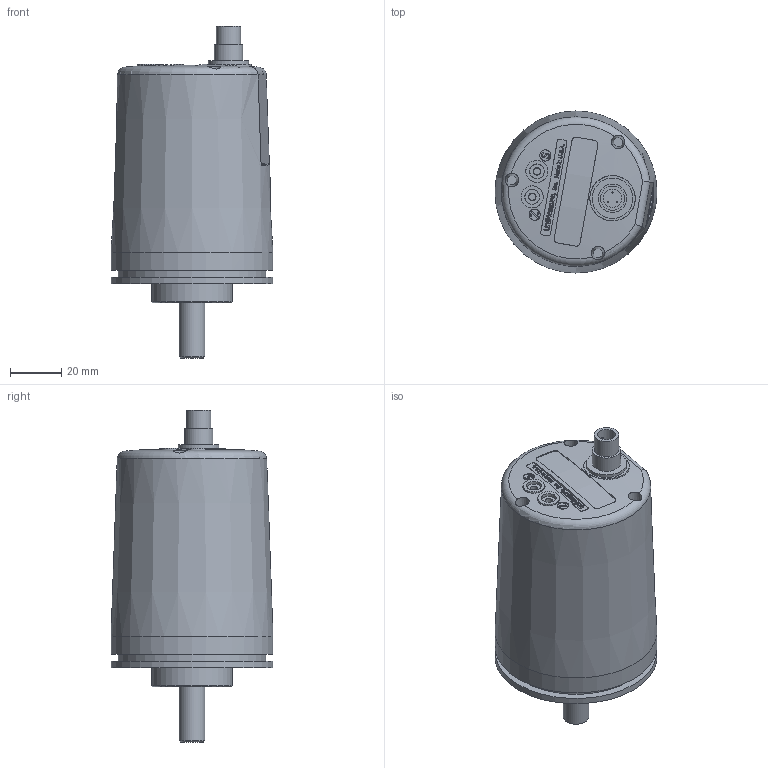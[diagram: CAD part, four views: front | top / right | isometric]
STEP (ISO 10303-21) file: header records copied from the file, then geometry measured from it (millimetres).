
FILE_DESCRIPTION((''),'2;1');
FILE_NAME('RTX Elect Exit 1.stp','2015-04-21T13:17:18',('JP'),(''),'Autodesk Inventor 2011','Autodesk Inventor 2011','');
FILE_SCHEMA(('AUTOMOTIVE_DESIGN { 1 0 10303 214 1 1 1 1 }'));
Length unit declared in the file: inch
Products named in the file (1): RTX Elect Exit 1
Bounding box: 63.5 x 63.5 x 130.18 mm (x, y, z)
Volume: 101828.9 mm3; surface area: 61517.2 mm2
Topology: 1 solids, 7 shells, 804 faces, 2084 edges, 1372 vertices
Faces by surface type: plane 379, bspline 201, cylinder 105, cone 90, torus 20, sphere 9
Full cylindrical faces by diameter (mm): 0.508 x3, 1.041 x2, 1.981 x3, 2 x2, 2.159 x3, 2.642 x3, 2.845 x3, 3.162 x1, 3.175 x3, 3.251 x3, 3.962 x3, 4.369 x2, 5.232 x3, 5.69 x3, 7.112 x1, 8.89 x1, 9.525 x1, 10 x5, 10.541 x2, 11.113 x1, 11.43 x1, 12.145 x4, 15.875 x1, 16.002 x1, 20.32 x1, 22.096 x4, 23.749 x1, 24.13 x2, 25.995 x2, 26 x2
Entity records: 27023 total; most frequent: CARTESIAN_POINT 8795, ORIENTED_EDGE 3740, DIRECTION 2918, EDGE_CURVE 1870, VERTEX_POINT 1312, EDGE_LOOP 1062, AXIS2_PLACEMENT_3D 1003, VECTOR 912
